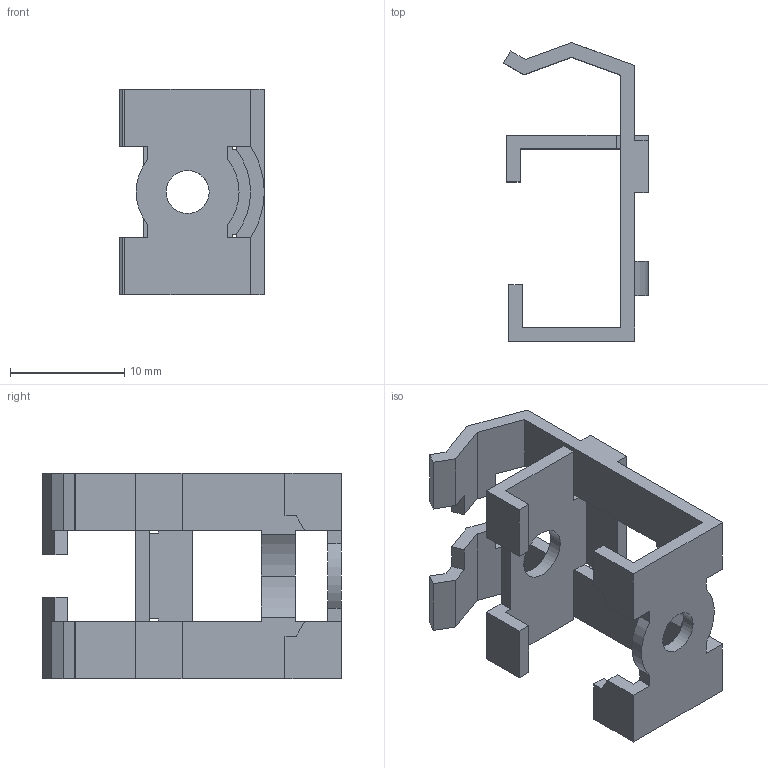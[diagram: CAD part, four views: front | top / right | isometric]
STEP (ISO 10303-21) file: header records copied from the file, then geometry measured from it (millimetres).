
FILE_DESCRIPTION(('SolidDesigner STEP Export'),'2;1');
FILE_NAME('1527_0_SAB_8_select.stp','2011-02-15T15:07:32',(''),(''),'CoCreate Modeling STEP processor for AP214 (Solid Model)','CoCreate Modeling 16.00A 16-Aug-2008 (C) Parametric Technology GmbH','');
FILE_SCHEMA(('AUTOMOTIVE_DESIGN { 1 0 10303 214 1 1 1 1 }'));
Length unit declared in the file: millimetre
Products named in the file (2): 1527_0_SAB_8_select
Assembly tree (1 placements, depth 2):
  1527_0_SAB_8_select
    1527_0_SAB_8_select
Bounding box: 12.63 x 26.09 x 18 mm (x, y, z)
Volume: 1013.7 mm3; surface area: 2052 mm2
Topology: 1 solids, 1 shells, 90 faces, 269 edges, 177 vertices
Faces by surface type: plane 80, cylinder 10
Entity records: 3548 total; most frequent: ORIENTED_EDGE 538, CARTESIAN_POINT 493, DIRECTION 398, EDGE_CURVE 269, VECTOR 234, LINE 234, VERTEX_POINT 177, EDGE_LOOP 94
